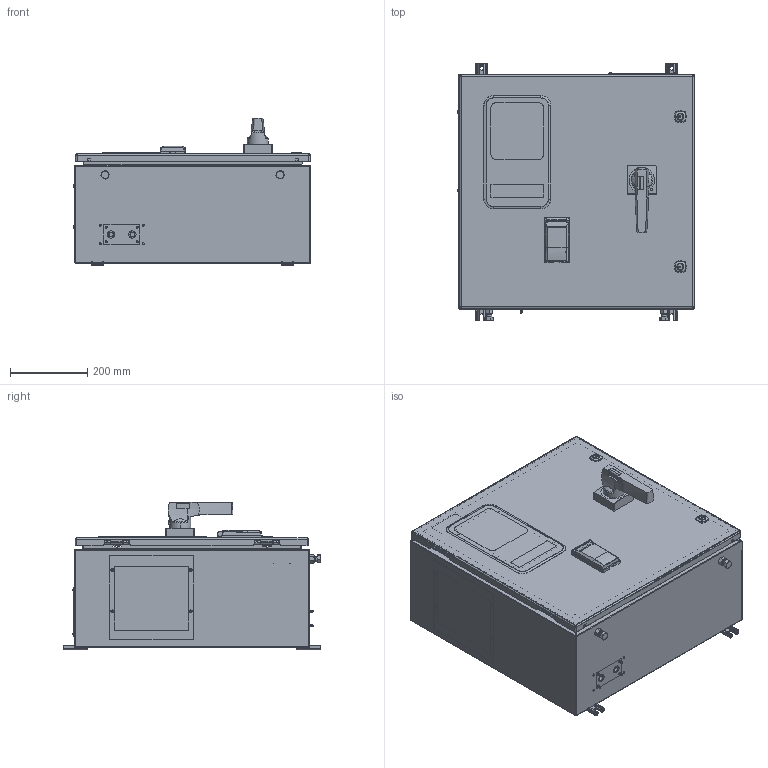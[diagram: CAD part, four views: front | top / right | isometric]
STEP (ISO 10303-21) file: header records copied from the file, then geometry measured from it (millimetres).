
FILE_DESCRIPTION (( 'STEP AP214' ), '1' );
FILE_NAME ('EN7000TS-1200D_403.STEP', '2021-01-15T20:06:17', ( '' ), ( '' ), 'SwSTEP 2.0', 'SolidWorks 2021', '' );
FILE_SCHEMA (( 'AUTOMOTIVE_DESIGN' ));
Length unit declared in the file: inch
Products named in the file (1): EN7000TS-1200D_403
Bounding box: 614.05 x 666.75 x 382.96 mm (x, y, z)
Surface area: 2899908 mm2 (no closed solid volume)
Topology: 0 solids, 188 shells, 839 faces, 3946 edges, 3200 vertices
Faces by surface type: cylinder 278, plane 261, cone 138, bspline 123, torus 30, sphere 9
Entity records: 63157 total; most frequent: CARTESIAN_POINT 22083, DIRECTION 6078, ORIENTED_EDGE 5276, EDGE_CURVE 3939, VERTEX_POINT 3200, AXIS2_PLACEMENT_3D 2145, LINE 1788, VECTOR 1788
